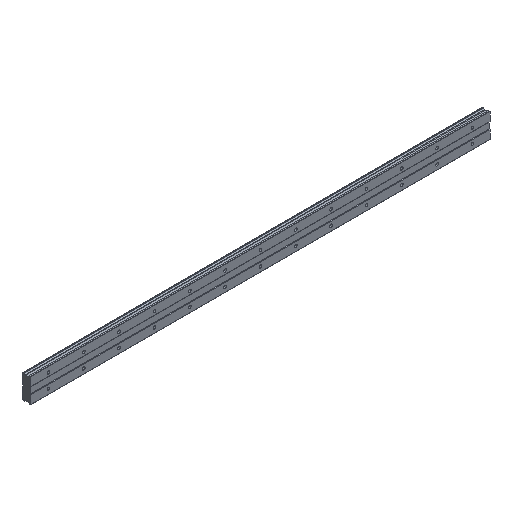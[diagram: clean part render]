
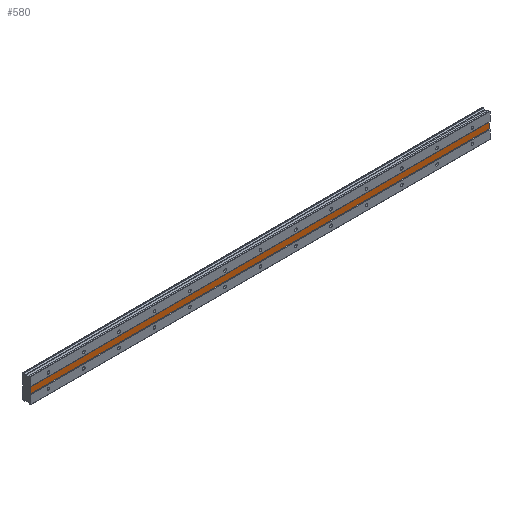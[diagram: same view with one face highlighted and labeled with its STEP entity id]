
A CAD part, isometric view. The second image highlights one B-rep face of the part: STEP entity #580.
In plain terms, the highlighted planar face has unit normal (0, -1, 0).
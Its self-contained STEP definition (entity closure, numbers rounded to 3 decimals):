
#171 = ORIENTED_EDGE ( 'NONE', *, *, #3919, .T. ) ;
#326 = EDGE_CURVE ( 'NONE', #1961, #3490, #1606, .T. ) ;
#443 = CARTESIAN_POINT ( 'NONE',  ( 750., 1., 5. ) ) ;
#519 = ORIENTED_EDGE ( 'NONE', *, *, #2409, .F. ) ;
#580 = ADVANCED_FACE ( 'NONE', ( #987 ), #4946, .F. ) ;
#987 = FACE_OUTER_BOUND ( 'NONE', #1703, .T. ) ;
#1038 = VECTOR ( 'NONE', #3093, 1000. ) ;
#1240 = CARTESIAN_POINT ( 'NONE',  ( 750., 1., 5. ) ) ;
#1345 = CARTESIAN_POINT ( 'NONE',  ( 750., 1., 5. ) ) ;
#1606 = LINE ( 'NONE', #1240, #2153 ) ;
#1703 = EDGE_LOOP ( 'NONE', ( #171, #519, #4190, #3354 ) ) ;
#1788 = CARTESIAN_POINT ( 'NONE',  ( 750., 1., -5. ) ) ;
#1961 = VERTEX_POINT ( 'NONE', #4771 ) ;
#2065 = DIRECTION ( 'NONE',  ( 0., 0., -1. ) ) ;
#2153 = VECTOR ( 'NONE', #3668, 1000. ) ;
#2409 = EDGE_CURVE ( 'NONE', #3490, #4328, #2458, .T. ) ;
#2458 = LINE ( 'NONE', #4062, #4754 ) ;
#2570 = AXIS2_PLACEMENT_3D ( 'NONE', #1345, #3690, #4579 ) ;
#2763 = CARTESIAN_POINT ( 'NONE',  ( -30., 1., 20.827 ) ) ;
#2815 = VERTEX_POINT ( 'NONE', #4009 ) ;
#3093 = DIRECTION ( 'NONE',  ( 0., 0., -1. ) ) ;
#3178 = LINE ( 'NONE', #4366, #3467 ) ;
#3354 = ORIENTED_EDGE ( 'NONE', *, *, #4916, .T. ) ;
#3467 = VECTOR ( 'NONE', #4398, 1000. ) ;
#3490 = VERTEX_POINT ( 'NONE', #443 ) ;
#3668 = DIRECTION ( 'NONE',  ( 1., 0., 0. ) ) ;
#3690 = DIRECTION ( 'NONE',  ( 0., 1., 0. ) ) ;
#3919 = EDGE_CURVE ( 'NONE', #2815, #4328, #3178, .T. ) ;
#3986 = LINE ( 'NONE', #2763, #1038 ) ;
#4009 = CARTESIAN_POINT ( 'NONE',  ( -30., 1., -5. ) ) ;
#4062 = CARTESIAN_POINT ( 'NONE',  ( 750., 1., 20.827 ) ) ;
#4190 = ORIENTED_EDGE ( 'NONE', *, *, #326, .F. ) ;
#4328 = VERTEX_POINT ( 'NONE', #1788 ) ;
#4366 = CARTESIAN_POINT ( 'NONE',  ( 750., 1., -5. ) ) ;
#4398 = DIRECTION ( 'NONE',  ( 1., 0., 0. ) ) ;
#4579 = DIRECTION ( 'NONE',  ( 0., 0., 1. ) ) ;
#4754 = VECTOR ( 'NONE', #2065, 1000. ) ;
#4771 = CARTESIAN_POINT ( 'NONE',  ( -30., 1., 5. ) ) ;
#4916 = EDGE_CURVE ( 'NONE', #1961, #2815, #3986, .T. ) ;
#4946 = PLANE ( 'NONE',  #2570 ) ;
